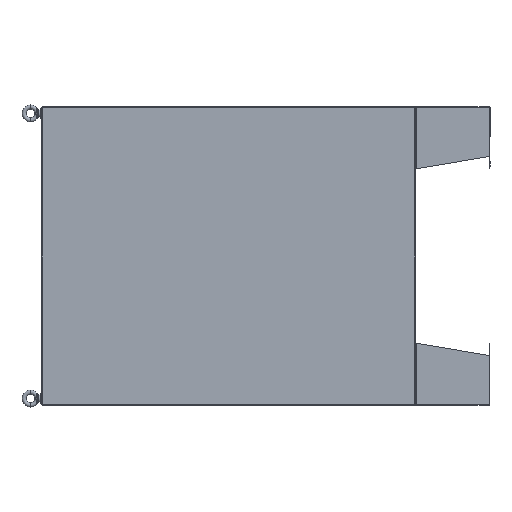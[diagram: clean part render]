
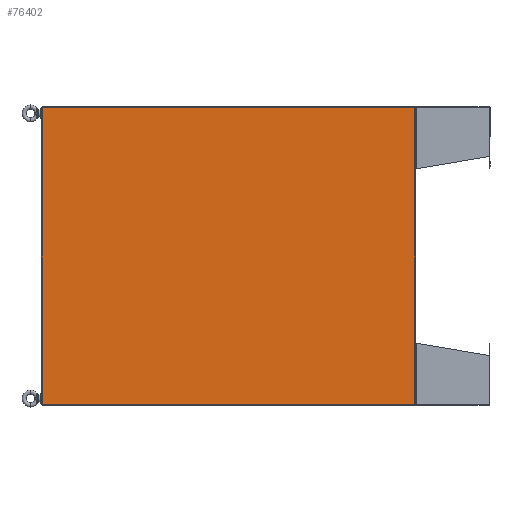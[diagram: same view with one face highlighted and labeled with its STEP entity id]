
A CAD part, left-side view. The second image highlights one B-rep face of the part: STEP entity #76402.
In plain terms, the highlighted face is planar.
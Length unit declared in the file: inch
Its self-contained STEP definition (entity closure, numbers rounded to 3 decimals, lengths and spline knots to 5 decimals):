
#14249 = VECTOR ( 'NONE', #133697, 39.37008 ) ;
#17018 = FACE_OUTER_BOUND ( 'NONE', #25325, .T. ) ;
#19135 = EDGE_CURVE ( 'NONE', #26879, #48506, #110246, .T. ) ;
#22537 = CARTESIAN_POINT ( 'NONE',  ( -24.03125, 0.095, -29.9675 ) ) ;
#25325 = EDGE_LOOP ( 'NONE', ( #160026, #107826, #108620, #78183 ) ) ;
#26879 = VERTEX_POINT ( 'NONE', #97381 ) ;
#27961 = VERTEX_POINT ( 'NONE', #74237 ) ;
#45686 = CARTESIAN_POINT ( 'NONE',  ( -23.88825, 0.095, -29.9675 ) ) ;
#48506 = VERTEX_POINT ( 'NONE', #197332 ) ;
#68003 = DIRECTION ( 'NONE',  ( 0., -1., 0. ) ) ;
#74237 = CARTESIAN_POINT ( 'NONE',  ( -23.88825, 0.095, -29.9675 ) ) ;
#76402 = ADVANCED_FACE ( 'NONE', ( #17018 ), #115256, .F. ) ;
#78183 = ORIENTED_EDGE ( 'NONE', *, *, #154072, .F. ) ;
#81017 = CARTESIAN_POINT ( 'NONE',  ( -24.03125, 0.095, -29.9675 ) ) ;
#81316 = AXIS2_PLACEMENT_3D ( 'NONE', #81017, #68003, #98180 ) ;
#85010 = CARTESIAN_POINT ( 'NONE',  ( -24.03125, 0.095, 29.9675 ) ) ;
#88691 = EDGE_CURVE ( 'NONE', #48506, #140861, #139182, .T. ) ;
#88991 = LINE ( 'NONE', #45686, #165152 ) ;
#97381 = CARTESIAN_POINT ( 'NONE',  ( 23.88825, 0.095, -29.9675 ) ) ;
#98180 = DIRECTION ( 'NONE',  ( 0., 0., -1. ) ) ;
#106869 = LINE ( 'NONE', #22537, #158189 ) ;
#107826 = ORIENTED_EDGE ( 'NONE', *, *, #88691, .F. ) ;
#108620 = ORIENTED_EDGE ( 'NONE', *, *, #19135, .F. ) ;
#110246 = LINE ( 'NONE', #159578, #154394 ) ;
#115256 = PLANE ( 'NONE',  #81316 ) ;
#133697 = DIRECTION ( 'NONE',  ( -1., 0., 0. ) ) ;
#139182 = LINE ( 'NONE', #85010, #14249 ) ;
#140861 = VERTEX_POINT ( 'NONE', #159406 ) ;
#154072 = EDGE_CURVE ( 'NONE', #27961, #26879, #106869, .T. ) ;
#154086 = DIRECTION ( 'NONE',  ( 0., 0., 1. ) ) ;
#154394 = VECTOR ( 'NONE', #154086, 39.37008 ) ;
#155245 = DIRECTION ( 'NONE',  ( 0., 0., -1. ) ) ;
#158189 = VECTOR ( 'NONE', #181385, 39.37008 ) ;
#159406 = CARTESIAN_POINT ( 'NONE',  ( -23.88825, 0.095, 29.9675 ) ) ;
#159578 = CARTESIAN_POINT ( 'NONE',  ( 23.88825, 0.095, -29.9675 ) ) ;
#160026 = ORIENTED_EDGE ( 'NONE', *, *, #191327, .F. ) ;
#165152 = VECTOR ( 'NONE', #155245, 39.37008 ) ;
#181385 = DIRECTION ( 'NONE',  ( 1., 0., 0. ) ) ;
#191327 = EDGE_CURVE ( 'NONE', #140861, #27961, #88991, .T. ) ;
#197332 = CARTESIAN_POINT ( 'NONE',  ( 23.88825, 0.095, 29.9675 ) ) ;
